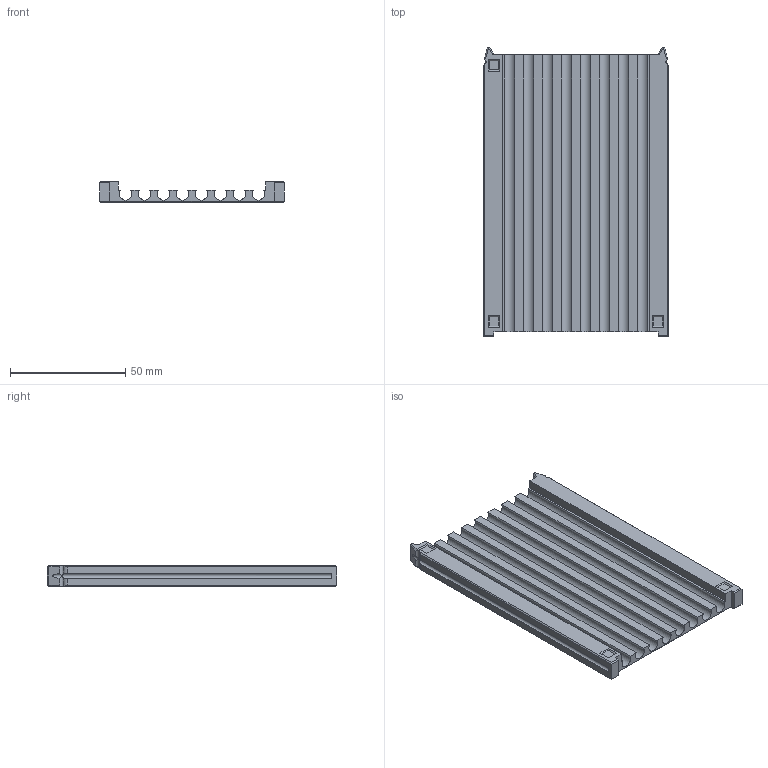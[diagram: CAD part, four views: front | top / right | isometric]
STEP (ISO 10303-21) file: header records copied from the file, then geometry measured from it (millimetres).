
FILE_DESCRIPTION(/* description */ (''),/* implementation_level */ '2;1');
FILE_NAME(/* name */ 'arena_10x1_spaced.stp',/* time_stamp */ '2017-09-08T21:21:27+01:00',/* author */ ('Paolo'),/* organization */ (''),/* preprocessor_version */ 'ST-DEVELOPER v16.5',/* originating_system */ 'Autodesk Inventor 2017',/* authorisation */ ' ');
FILE_SCHEMA (('AUTOMOTIVE_DESIGN { 1 0 10303 214 3 1 1 }'));
Length unit declared in the file: millimetre
Products named in the file (1): arena_10x1_spaced
Bounding box: 80 x 125.22 x 9 mm (x, y, z)
Volume: 37883.9 mm3; surface area: 30487.8 mm2
Topology: 1 solids, 1 shells, 126 faces, 316 edges, 198 vertices
Faces by surface type: plane 104, cylinder 20, bspline 2
Entity records: 3745 total; most frequent: CARTESIAN_POINT 695, ORIENTED_EDGE 632, DIRECTION 600, EDGE_CURVE 316, LINE 262, VECTOR 262, VERTEX_POINT 198, AXIS2_PLACEMENT_3D 169
